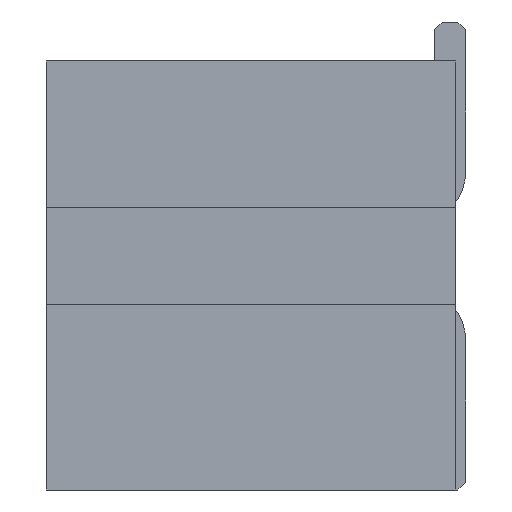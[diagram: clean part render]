
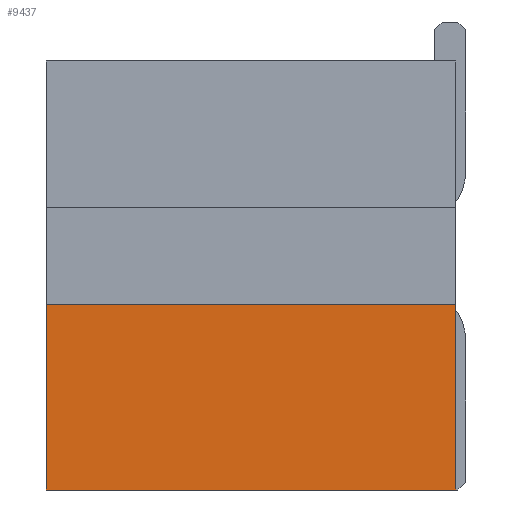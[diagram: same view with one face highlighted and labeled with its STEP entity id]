
A CAD part, left-side view. The second image highlights one B-rep face of the part: STEP entity #9437.
In plain terms, the highlighted planar face has unit normal (-1, 0, 0).
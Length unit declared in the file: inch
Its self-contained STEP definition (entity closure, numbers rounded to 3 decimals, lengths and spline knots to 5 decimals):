
#2772=ORIENTED_EDGE('',*,*,#4220,.F.);
#2773=ORIENTED_EDGE('',*,*,#4222,.T.);
#2774=ORIENTED_EDGE('',*,*,#4198,.T.);
#2775=ORIENTED_EDGE('',*,*,#4170,.T.);
#4170=EDGE_CURVE('',#5108,#5110,#6328,.T.);
#4198=EDGE_CURVE('',#5136,#5108,#6356,.T.);
#4220=EDGE_CURVE('',#5151,#5110,#6378,.T.);
#4222=EDGE_CURVE('',#5151,#5136,#6380,.T.);
#5108=VERTEX_POINT('',#14989);
#5110=VERTEX_POINT('',#14993);
#5136=VERTEX_POINT('',#15050);
#5151=VERTEX_POINT('',#15090);
#6328=LINE('',#14994,#7582);
#6356=LINE('',#15049,#7610);
#6378=LINE('',#15091,#7632);
#6380=LINE('',#15094,#7634);
#7582=VECTOR('',#12291,39.37008);
#7610=VECTOR('',#12323,39.37008);
#7632=VECTOR('',#12353,39.37008);
#7634=VECTOR('',#12357,39.37008);
#8109=EDGE_LOOP('',(#2772,#2773,#2774,#2775));
#8569=FACE_BOUND('',#8109,.T.);
#8977=PLANE('',#10041);
#9437=ADVANCED_FACE('',(#8569),#8977,.F.);
#10041=AXIS2_PLACEMENT_3D('',#15093,#12355,#12356);
#12291=DIRECTION('',(0.,-1.,0.));
#12323=DIRECTION('',(0.,0.,-1.));
#12353=DIRECTION('',(0.,0.,-1.));
#12355=DIRECTION('',(1.,0.,0.));
#12356=DIRECTION('',(0.,0.,-1.));
#12357=DIRECTION('',(0.,1.,0.));
#14989=CARTESIAN_POINT('',(-0.45,0.21,-0.12));
#14993=CARTESIAN_POINT('',(-0.45,0.,-0.12));
#14994=CARTESIAN_POINT('',(-0.45,0.21,-0.12));
#15049=CARTESIAN_POINT('',(-0.45,0.21,0.1));
#15050=CARTESIAN_POINT('',(-0.45,0.21,-0.025));
#15090=CARTESIAN_POINT('',(-0.45,0.,-0.025));
#15091=CARTESIAN_POINT('',(-0.45,0.,0.1));
#15093=CARTESIAN_POINT('',(-0.45,0.21,0.1));
#15094=CARTESIAN_POINT('',(-0.45,0.21,-0.025));
